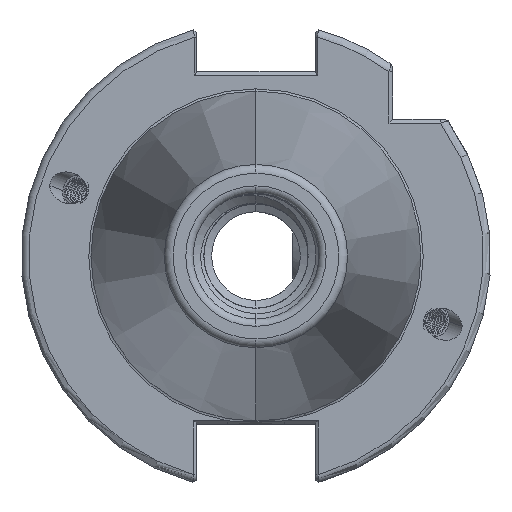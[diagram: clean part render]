
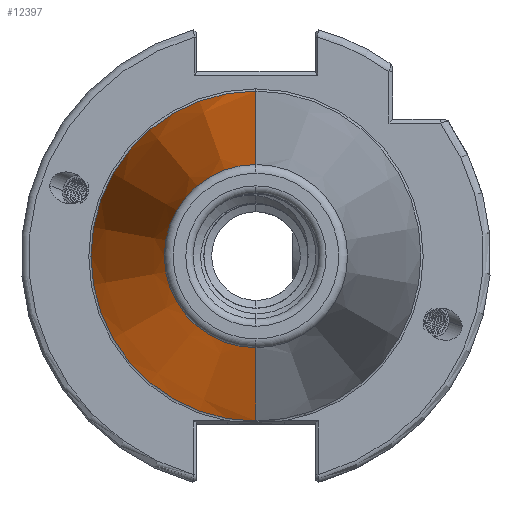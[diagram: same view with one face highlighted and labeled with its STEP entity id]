
A CAD part, left-side view. The second image highlights one B-rep face of the part: STEP entity #12397.
In plain terms, the highlighted conical face has half-angle 8.297 degrees and reference radius 22.692 mm.
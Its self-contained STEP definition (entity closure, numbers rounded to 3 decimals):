
#1715 = CARTESIAN_POINT ( 'NONE',  ( 0., 0., 22.692 ) ) ;
#1735 = DIRECTION ( 'NONE',  ( 0.99, 0., 0.144 ) ) ;
#1747 = CARTESIAN_POINT ( 'NONE',  ( 0., 0., -22.692 ) ) ;
#1754 = DIRECTION ( 'NONE',  ( 0.99, 0., -0.144 ) ) ;
#1770 = CARTESIAN_POINT ( 'NONE',  ( -70.573, 0., 0. ) ) ;
#1778 = DIRECTION ( 'NONE',  ( 1., 0., 0. ) ) ;
#1784 = DIRECTION ( 'NONE',  ( 0., 0., 1. ) ) ;
#1898 = DIRECTION ( 'NONE',  ( 0., 0., -1. ) ) ;
#1911 = DIRECTION ( 'NONE',  ( 1., 0., 0. ) ) ;
#1912 = CARTESIAN_POINT ( 'NONE',  ( -2.5, 0., 0. ) ) ;
#3160 = CONICAL_SURFACE ( 'NONE', #8427, 22.692, 0.145 ) ;
#3194 = FACE_OUTER_BOUND ( 'NONE', #20483, .T. ) ;
#4803 = ORIENTED_EDGE ( 'NONE', *, *, #19685, .F. ) ;
#4818 = ORIENTED_EDGE ( 'NONE', *, *, #19697, .T. ) ;
#4821 = ORIENTED_EDGE ( 'NONE', *, *, #19687, .T. ) ;
#4842 = ORIENTED_EDGE ( 'NONE', *, *, #19713, .F. ) ;
#8327 = AXIS2_PLACEMENT_3D ( 'NONE', #1912, #1911, #1898 ) ;
#8344 = AXIS2_PLACEMENT_3D ( 'NONE', #1770, #1778, #1784 ) ;
#8427 = AXIS2_PLACEMENT_3D ( 'NONE', #21532, #21518, #21533 ) ;
#8877 = CARTESIAN_POINT ( 'NONE',  ( -2.5, 0., -22.327 ) ) ;
#8880 = CARTESIAN_POINT ( 'NONE',  ( -2.5, 0., 22.327 ) ) ;
#8883 = CARTESIAN_POINT ( 'NONE',  ( -70.573, 0., -12.4 ) ) ;
#8884 = CARTESIAN_POINT ( 'NONE',  ( -70.573, 0., 12.4 ) ) ;
#12397 = ADVANCED_FACE ( 'NONE', ( #3194 ), #3160, .T. ) ;
#16785 = LINE ( 'NONE', #1747, #16813 ) ;
#16810 = CIRCLE ( 'NONE', #8344, 12.4 ) ;
#16812 = VECTOR ( 'NONE', #1735, 1000. ) ;
#16813 = VECTOR ( 'NONE', #1754, 1000. ) ;
#16820 = CIRCLE ( 'NONE', #8327, 22.327 ) ;
#16831 = LINE ( 'NONE', #1715, #16812 ) ;
#19685 = EDGE_CURVE ( 'NONE', #20191, #20200, #16785, .T. ) ;
#19687 = EDGE_CURVE ( 'NONE', #20193, #20198, #16831, .T. ) ;
#19697 = EDGE_CURVE ( 'NONE', #20191, #20193, #16810, .T. ) ;
#19713 = EDGE_CURVE ( 'NONE', #20200, #20198, #16820, .T. ) ;
#20191 = VERTEX_POINT ( 'NONE', #8883 ) ;
#20193 = VERTEX_POINT ( 'NONE', #8884 ) ;
#20198 = VERTEX_POINT ( 'NONE', #8880 ) ;
#20200 = VERTEX_POINT ( 'NONE', #8877 ) ;
#20483 = EDGE_LOOP ( 'NONE', ( #4818, #4821, #4842, #4803 ) ) ;
#21518 = DIRECTION ( 'NONE',  ( 1., 0., 0. ) ) ;
#21532 = CARTESIAN_POINT ( 'NONE',  ( 0., 0., 0. ) ) ;
#21533 = DIRECTION ( 'NONE',  ( 0., 0., -1. ) ) ;
